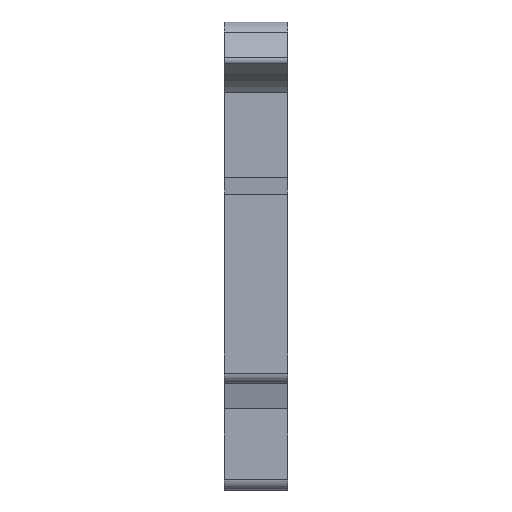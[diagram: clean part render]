
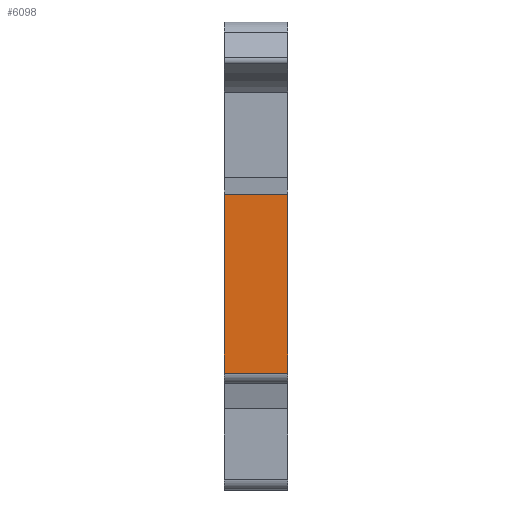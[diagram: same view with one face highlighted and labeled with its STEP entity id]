
A CAD part, front view. The second image highlights one B-rep face of the part: STEP entity #6098.
In plain terms, the highlighted planar face has unit normal (0, -1, 0).
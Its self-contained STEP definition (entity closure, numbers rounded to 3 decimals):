
#237=DIRECTION('',(0.,0.,-1.));
#238=VECTOR('',#237,17.21);
#239=CARTESIAN_POINT('',(0.,-9.05,5.95));
#240=LINE('',#239,#238);
#1835=DIRECTION('',(0.,0.,-1.));
#1836=VECTOR('',#1835,17.21);
#1837=CARTESIAN_POINT('',(-6.1,-9.05,5.95));
#1838=LINE('',#1837,#1836);
#2074=DIRECTION('',(1.,0.,0.));
#2075=VECTOR('',#2074,6.1);
#2076=CARTESIAN_POINT('',(-6.1,-9.05,-11.26));
#2077=LINE('',#2076,#2075);
#2078=DIRECTION('',(1.,0.,0.));
#2079=VECTOR('',#2078,6.1);
#2080=CARTESIAN_POINT('',(-6.1,-9.05,5.95));
#2081=LINE('',#2080,#2079);
#2747=CARTESIAN_POINT('',(0.,-9.05,-11.26));
#2748=VERTEX_POINT('',#2747);
#2749=CARTESIAN_POINT('',(0.,-9.05,5.95));
#2751=VERTEX_POINT('',#2749);
#2773=CARTESIAN_POINT('',(-6.1,-9.05,-11.26));
#2774=VERTEX_POINT('',#2773);
#2775=CARTESIAN_POINT('',(-6.1,-9.05,5.95));
#2777=VERTEX_POINT('',#2775);
#6086=CARTESIAN_POINT('',(0.,-9.05,22.5));
#6087=DIRECTION('',(0.,-1.,0.));
#6088=DIRECTION('',(0.,0.,-1.));
#6089=AXIS2_PLACEMENT_3D('',#6086,#6087,#6088);
#6090=PLANE('',#6089);
#6092=ORIENTED_EDGE('',*,*,#6091,.F.);
#6093=ORIENTED_EDGE('',*,*,#5678,.F.);
#6094=ORIENTED_EDGE('',*,*,#6079,.T.);
#6095=ORIENTED_EDGE('',*,*,#3533,.T.);
#6096=EDGE_LOOP('',(#6092,#6093,#6094,#6095));
#6097=FACE_OUTER_BOUND('',#6096,.F.);
#6098=ADVANCED_FACE('',(#6097),#6090,.T.);
#3533=EDGE_CURVE('',#2751,#2748,#240,.T.);
#5678=EDGE_CURVE('',#2777,#2774,#1838,.T.);
#6079=EDGE_CURVE('',#2777,#2751,#2081,.T.);
#6091=EDGE_CURVE('',#2774,#2748,#2077,.T.);
